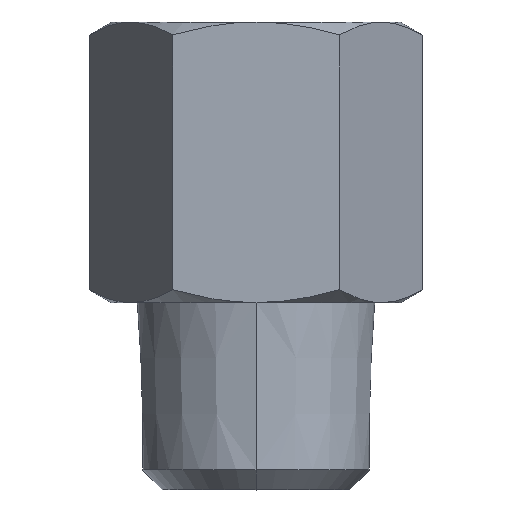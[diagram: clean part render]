
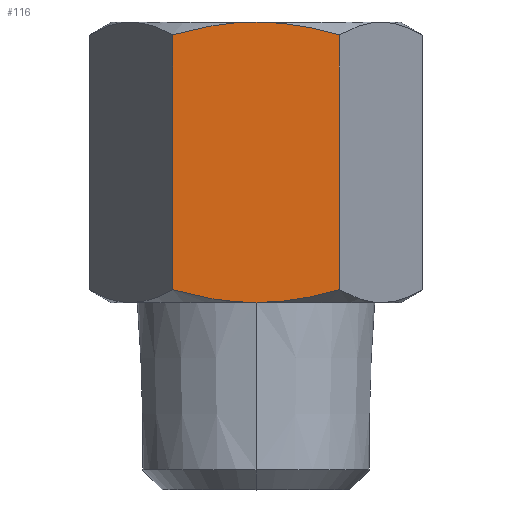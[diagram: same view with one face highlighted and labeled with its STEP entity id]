
A CAD part, top view. The second image highlights one B-rep face of the part: STEP entity #116.
In plain terms, the highlighted planar face has unit normal (0, 0, 1).
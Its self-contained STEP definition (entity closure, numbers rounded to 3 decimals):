
#116=ADVANCED_FACE('',(#242),#243,.T.);
#242=FACE_OUTER_BOUND('',#377,.T.);
#243=PLANE('',#378);
#377=EDGE_LOOP('',(#619,#620,#621,#622,#623,#624));
#378=AXIS2_PLACEMENT_3D('',#625,#626,#627);
#619=ORIENTED_EDGE('',*,*,#814,.T.);
#620=ORIENTED_EDGE('',*,*,#775,.T.);
#621=ORIENTED_EDGE('',*,*,#821,.T.);
#622=ORIENTED_EDGE('',*,*,#861,.F.);
#623=ORIENTED_EDGE('',*,*,#811,.F.);
#624=ORIENTED_EDGE('',*,*,#783,.F.);
#625=CARTESIAN_POINT('',(-4.907,0.0,8.5));
#626=DIRECTION('',(0.0,0.0,1.0));
#627=DIRECTION('',(1.0,-0.0,0.0));
#775=EDGE_CURVE('',#904,#906,#908,.T.);
#783=EDGE_CURVE('',#920,#922,#923,.T.);
#811=EDGE_CURVE('',#922,#966,#968,.T.);
#814=EDGE_CURVE('',#920,#904,#971,.T.);
#821=EDGE_CURVE('',#906,#978,#980,.T.);
#861=EDGE_CURVE('',#966,#978,#1034,.T.);
#904=VERTEX_POINT('',#1092);
#906=VERTEX_POINT('',#1094);
#908=(B_SPLINE_CURVE(2,(#1106,#1107,#1108),.UNSPECIFIED.,.F.,.F.)B_SPLINE_CURVE_WITH_KNOTS((3,3),(4.172,5.568),.UNSPECIFIED.)RATIONAL_B_SPLINE_CURVE((2.783,2.783,2.583))BOUNDED_CURVE()REPRESENTATION_ITEM('')GEOMETRIC_REPRESENTATION_ITEM()CURVE());
#920=VERTEX_POINT('',#1153);
#922=VERTEX_POINT('',#1164);
#923=LINE('',#1165,#1166);
#966=VERTEX_POINT('',#1241);
#968=(B_SPLINE_CURVE(2,(#1244,#1245,#1246),.UNSPECIFIED.,.F.,.F.)B_SPLINE_CURVE_WITH_KNOTS((3,3),(2.775,4.172),.UNSPECIFIED.)RATIONAL_B_SPLINE_CURVE((2.583,2.783,2.783))BOUNDED_CURVE()REPRESENTATION_ITEM('')GEOMETRIC_REPRESENTATION_ITEM()CURVE());
#971=(B_SPLINE_CURVE(2,(#1256,#1257,#1258),.UNSPECIFIED.,.F.,.F.)B_SPLINE_CURVE_WITH_KNOTS((3,3),(2.775,4.172),.UNSPECIFIED.)RATIONAL_B_SPLINE_CURVE((2.583,2.783,2.783))BOUNDED_CURVE()REPRESENTATION_ITEM('')GEOMETRIC_REPRESENTATION_ITEM()CURVE());
#978=VERTEX_POINT('',#1281);
#980=LINE('',#1292,#1293);
#1034=(B_SPLINE_CURVE(2,(#1387,#1388,#1389),.UNSPECIFIED.,.F.,.F.)B_SPLINE_CURVE_WITH_KNOTS((3,3),(4.172,5.568),.UNSPECIFIED.)RATIONAL_B_SPLINE_CURVE((2.783,2.783,2.583))BOUNDED_CURVE()REPRESENTATION_ITEM('')GEOMETRIC_REPRESENTATION_ITEM()CURVE());
#1092=CARTESIAN_POINT('',(0.,0.0,8.5));
#1094=CARTESIAN_POINT('',(4.907,0.759,8.5));
#1106=CARTESIAN_POINT('',(0.,0.,8.5));
#1107=CARTESIAN_POINT('',(2.278,0.,8.5));
#1108=CARTESIAN_POINT('',(4.907,0.759,8.5));
#1153=CARTESIAN_POINT('',(-4.907,0.759,8.5));
#1164=CARTESIAN_POINT('',(-4.907,15.741,8.5));
#1165=CARTESIAN_POINT('',(-4.907,0.759,8.5));
#1166=VECTOR('',#1502,14.982);
#1241=CARTESIAN_POINT('',(0.,16.5,8.5));
#1244=CARTESIAN_POINT('',(-4.907,15.741,8.5));
#1245=CARTESIAN_POINT('',(-2.278,16.5,8.5));
#1246=CARTESIAN_POINT('',(0.,16.5,8.5));
#1256=CARTESIAN_POINT('',(-4.907,0.759,8.5));
#1257=CARTESIAN_POINT('',(-2.278,0.,8.5));
#1258=CARTESIAN_POINT('',(0.,0.,8.5));
#1281=CARTESIAN_POINT('',(4.907,15.741,8.5));
#1292=CARTESIAN_POINT('',(4.907,0.759,8.5));
#1293=VECTOR('',#1551,14.982);
#1387=CARTESIAN_POINT('',(0.,16.5,8.5));
#1388=CARTESIAN_POINT('',(2.278,16.5,8.5));
#1389=CARTESIAN_POINT('',(4.907,15.741,8.5));
#1502=DIRECTION('',(0.0,1.0,0.0));
#1551=DIRECTION('',(0.0,1.0,0.0));
